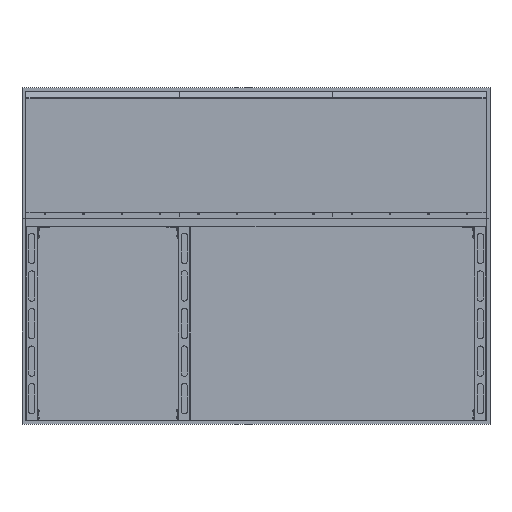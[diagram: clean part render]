
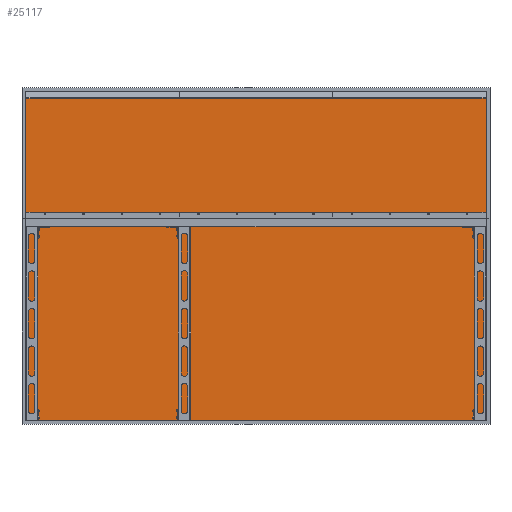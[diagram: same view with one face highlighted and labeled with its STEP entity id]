
A CAD part, front view. The second image highlights one B-rep face of the part: STEP entity #25117.
In plain terms, the highlighted planar face has unit normal (0, -1, 0).
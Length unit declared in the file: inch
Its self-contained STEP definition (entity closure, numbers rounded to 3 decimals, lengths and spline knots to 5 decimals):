
#740 = FACE_OUTER_BOUND ( 'NONE', #18475, .T. ) ;
#824 = AXIS2_PLACEMENT_3D ( 'NONE', #15177, #25478, #14856 ) ;
#4866 = VECTOR ( 'NONE', #7650, 39.37008 ) ;
#6311 = PLANE ( 'NONE',  #824 ) ;
#7650 = DIRECTION ( 'NONE',  ( 0., 0., 1. ) ) ;
#8992 = CARTESIAN_POINT ( 'NONE',  ( 36.125, 14.5, 38.75 ) ) ;
#9602 = VERTEX_POINT ( 'NONE', #24010 ) ;
#9662 = LINE ( 'NONE', #8992, #15603 ) ;
#10277 = LINE ( 'NONE', #26268, #4866 ) ;
#10606 = EDGE_CURVE ( 'NONE', #9602, #29086, #10277, .T. ) ;
#10611 = EDGE_CURVE ( 'NONE', #23600, #29086, #21073, .T. ) ;
#11933 = EDGE_CURVE ( 'NONE', #29206, #23600, #9662, .T. ) ;
#13965 = LINE ( 'NONE', #21616, #27467 ) ;
#14856 = DIRECTION ( 'NONE',  ( 0., 0., 1. ) ) ;
#15177 = CARTESIAN_POINT ( 'NONE',  ( 0., 14.5, 38.75 ) ) ;
#15603 = VECTOR ( 'NONE', #32986, 39.37008 ) ;
#16245 = DIRECTION ( 'NONE',  ( -1., 0., 0. ) ) ;
#18247 = VECTOR ( 'NONE', #21236, 39.37008 ) ;
#18467 = CARTESIAN_POINT ( 'NONE',  ( 0., 14.5, 58.75 ) ) ;
#18475 = EDGE_LOOP ( 'NONE', ( #28666, #31611, #33717, #31030 ) ) ;
#21073 = LINE ( 'NONE', #18467, #18247 ) ;
#21236 = DIRECTION ( 'NONE',  ( -1., 0., 0. ) ) ;
#21616 = CARTESIAN_POINT ( 'NONE',  ( 0., 14.5, 7.125 ) ) ;
#23600 = VERTEX_POINT ( 'NONE', #23666 ) ;
#23666 = CARTESIAN_POINT ( 'NONE',  ( 36.125, 14.5, 58.75 ) ) ;
#24010 = CARTESIAN_POINT ( 'NONE',  ( -36.125, 14.5, 7.125 ) ) ;
#25117 = ADVANCED_FACE ( 'N', ( #740 ), #6311, .F. ) ;
#25478 = DIRECTION ( 'NONE',  ( 0., 1., 0. ) ) ;
#26268 = CARTESIAN_POINT ( 'NONE',  ( -36.125, 14.5, 38.75 ) ) ;
#26985 = CARTESIAN_POINT ( 'NONE',  ( -36.125, 14.5, 58.75 ) ) ;
#27467 = VECTOR ( 'NONE', #16245, 39.37008 ) ;
#27975 = EDGE_CURVE ( 'NONE', #29206, #9602, #13965, .T. ) ;
#28666 = ORIENTED_EDGE ( 'NONE', *, *, #10611, .T. ) ;
#29086 = VERTEX_POINT ( 'NONE', #26985 ) ;
#29206 = VERTEX_POINT ( 'NONE', #30090 ) ;
#30090 = CARTESIAN_POINT ( 'NONE',  ( 36.125, 14.5, 7.125 ) ) ;
#31030 = ORIENTED_EDGE ( 'NONE', *, *, #11933, .T. ) ;
#31611 = ORIENTED_EDGE ( 'NONE', *, *, #10606, .F. ) ;
#32986 = DIRECTION ( 'NONE',  ( 0., 0., 1. ) ) ;
#33717 = ORIENTED_EDGE ( 'NONE', *, *, #27975, .F. ) ;
